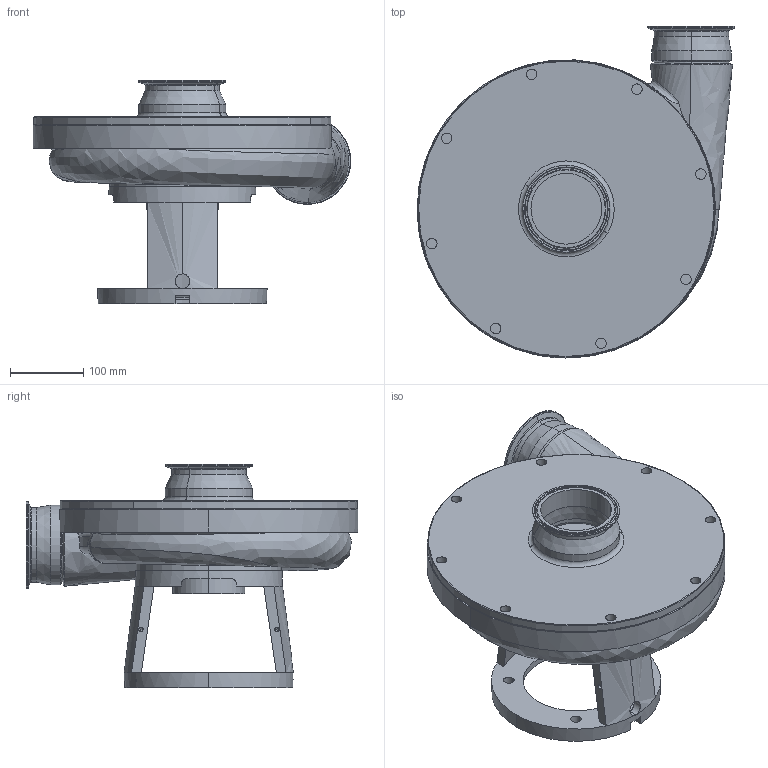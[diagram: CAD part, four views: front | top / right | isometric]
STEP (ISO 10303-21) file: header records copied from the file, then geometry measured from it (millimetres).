
FILE_DESCRIPTION (( 'STEP AP214' ), '1' );
FILE_NAME ('FPR 1161 250TC VERT.STEP', '2023-04-28T17:37:37', ( '' ), ( '' ), 'SwSTEP 2.0', 'SolidWorks 2023', '' );
FILE_SCHEMA (( 'AUTOMOTIVE_DESIGN' ));
Length unit declared in the file: millimetre
Products named in the file (1): FPR 1161 250TC VERT
Bounding box: 434.45 x 454 x 306 mm (x, y, z)
Volume: 11568252.1 mm3; surface area: 714798.2 mm2
Topology: 1 solids, 1 shells, 480 faces, 1191 edges, 744 vertices
Faces by surface type: cylinder 135, plane 135, bspline 104, torus 62, cone 40, sphere 4
Entity records: 25721 total; most frequent: CARTESIAN_POINT 14877, ORIENTED_EDGE 2348, DIRECTION 2064, EDGE_CURVE 1174, AXIS2_PLACEMENT_3D 795, VERTEX_POINT 741, EDGE_LOOP 549, ADVANCED_FACE 480
